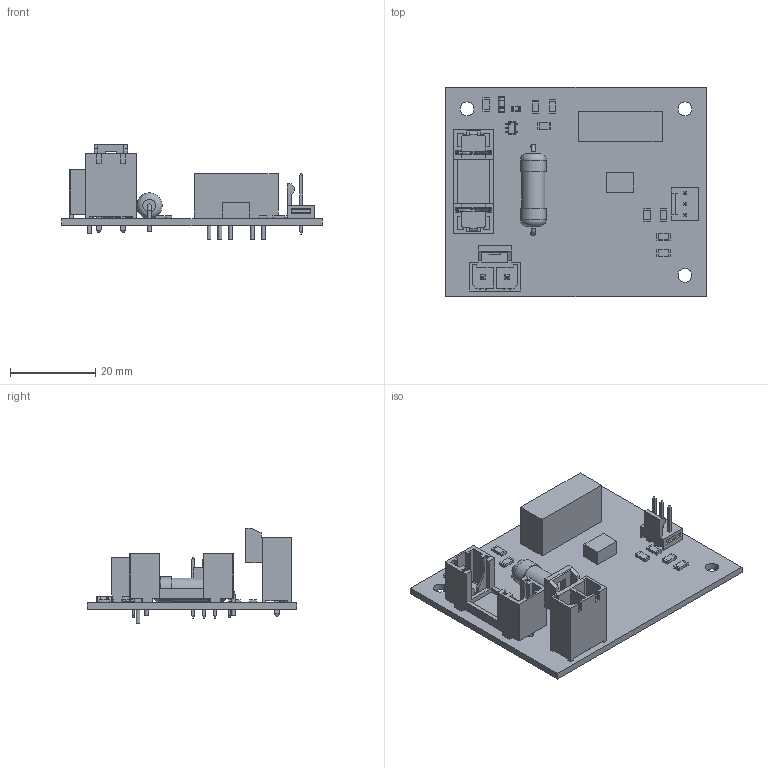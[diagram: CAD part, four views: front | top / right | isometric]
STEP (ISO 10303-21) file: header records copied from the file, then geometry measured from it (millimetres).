
FILE_DESCRIPTION(('KiCad electronic assembly'),'2;1');
FILE_NAME('TSAC_Voltage_Sensor.step','2024-07-08T11:12:54',('Pcbnew'),( 'Kicad'),'Open CASCADE STEP processor 7.7','KiCad to STEP converter' ,'Unknown');
FILE_SCHEMA(('AUTOMOTIVE_DESIGN { 1 0 10303 214 1 1 1 1 }'));
Length unit declared in the file: millimetre
Products named in the file (22): TSAC_Voltage_Sensor 1; D_MiniMELF; D_MiniMELF_Standard; RK73H2BLTDD2152F; ASSEMBLY; CPC1394GR; TS391ILT; 200241-1112; 2002411112; 22-11-2032; 22-11-2032_1; 0PTF0078P; 0805Y1000104JXT; R_Axial_DIN0617_L17.0mm_D6.0mm_P20.32mm_Horizontal; R_Axial_DIN0617_L170mm_D60mm_P2032mm_Horizontal; PDM2-S5-S5-S; TSAC_Voltage_Sensor_PCB
Assembly tree (28 placements, depth 3):
  TSAC_Voltage_Sensor 1
    D_MiniMELF
      D_MiniMELF_Standard
    RK73H2BLTDD2152F  x8
      ASSEMBLY
    CPC1394GR
      ASSEMBLY
    TS391ILT
      ASSEMBLY
    200241-1112
      2002411112
    22-11-2032
      22-11-2032_1
    0PTF0078P
      0PTF0078P
    0805Y1000104JXT
      ASSEMBLY
    R_Axial_DIN0617_L17.0mm_D6.0mm_P20.32mm_Horizontal
      R_Axial_DIN0617_L170mm_D60mm_P2032mm_Horizontal
    PDM2-S5-S5-S
      ASSEMBLY
    TSAC_Voltage_Sensor_PCB
Bounding box: 61 x 48.96 x 22.41 mm (x, y, z)
Volume: 8486.4 mm3; surface area: 11929.2 mm2
Topology: 48 solids, 48 shells, 834 faces, 2060 edges, 1348 vertices
Faces by surface type: plane 621, cylinder 187, torus 16, sphere 8, revolution 2
Full cylindrical faces by diameter (mm): 0.203 x1, 0.8 x4, 0.9 x5, 1.07 x3, 1.1 x5, 1.2 x2, 1.35 x2, 1.4 x3, 1.5 x2, 1.85 x2, 3.05 x1, 3.2 x3, 5.4 x1, 6 x2
Entity records: 22032 total; most frequent: CARTESIAN_POINT 3819, DIRECTION 3656, ORIENTED_EDGE 3576, EDGE_CURVE 1788, LINE 1396, VECTOR 1396, VERTEX_POINT 1156, AXIS2_PLACEMENT_3D 1129
